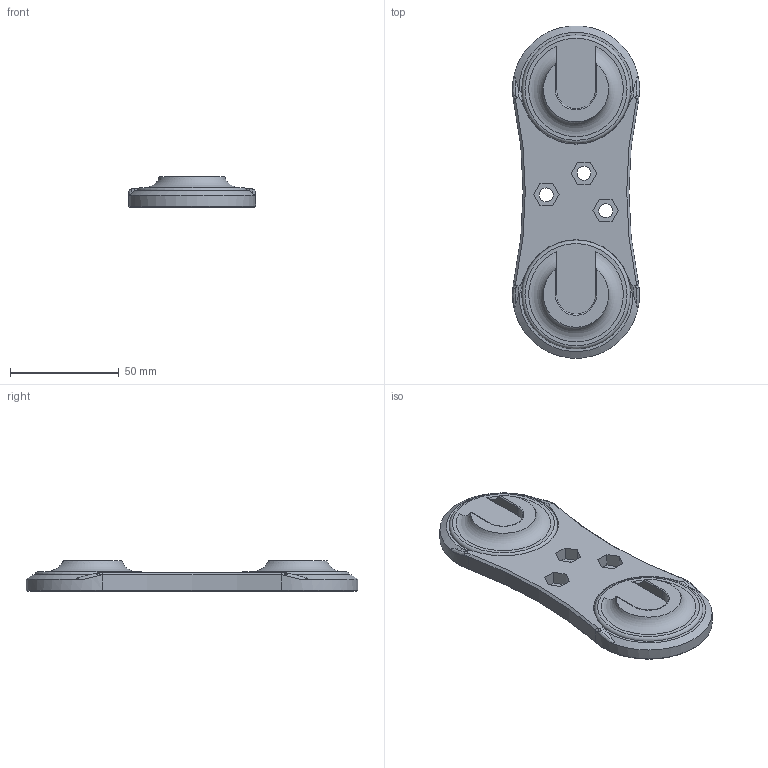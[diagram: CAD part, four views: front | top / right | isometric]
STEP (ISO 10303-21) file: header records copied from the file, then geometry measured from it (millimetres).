
FILE_DESCRIPTION(/* description */ (''),/* implementation_level */ '2;1');
FILE_NAME(/* name */ 'ELS Fidlock Holster Mk2.step',/* time_stamp */ '2023-02-26T18:07:13-08:00',/* author */ (''),/* organization */ (''),/* preprocessor_version */ 'ST-DEVELOPER v19.2',/* originating_system */ 'Autodesk Translation Framework v11.17.0.187',/* authorisation */ '');
FILE_SCHEMA (('AUTOMOTIVE_DESIGN { 1 0 10303 214 3 1 1 }'));
Length unit declared in the file: millimetre
Products named in the file (1): ELS Short Fidlock Holster Mk2
Bounding box: 58.49 x 152.79 x 14 mm (x, y, z)
Volume: 63685 mm3; surface area: 31871.5 mm2
Topology: 3 solids, 3 shells, 303 faces, 831 edges, 547 vertices
Faces by surface type: plane 143, cylinder 121, cone 17, bspline 16, torus 6
Full cylindrical faces by diameter (mm): 6.4 x3, 35.5 x4, 36.1 x2, 50 x2, 51.5 x2
Entity records: 10571 total; most frequent: CARTESIAN_POINT 2468, ORIENTED_EDGE 1662, DIRECTION 1654, EDGE_CURVE 831, AXIS2_PLACEMENT_3D 583, VERTEX_POINT 547, LINE 488, VECTOR 488
